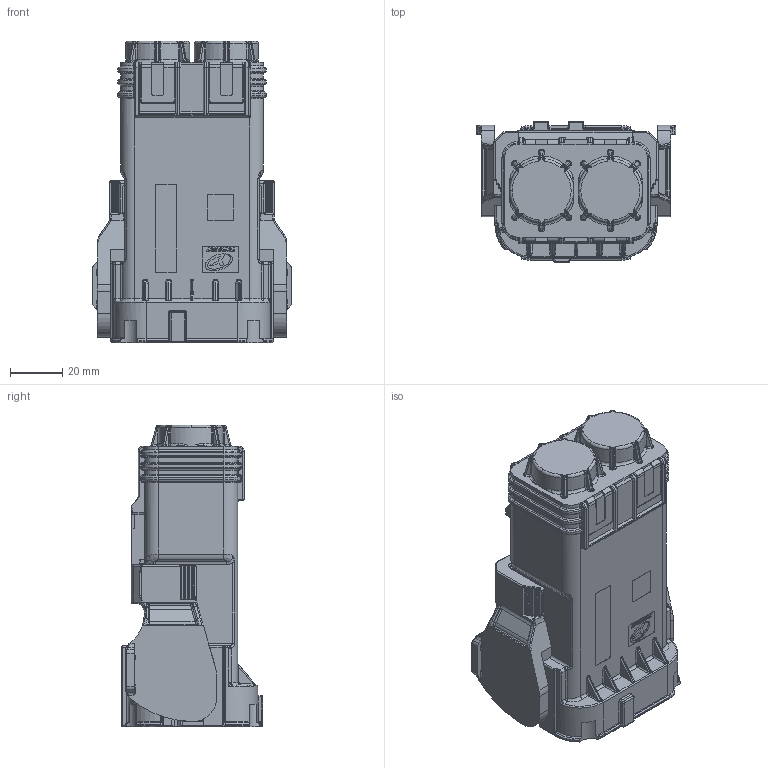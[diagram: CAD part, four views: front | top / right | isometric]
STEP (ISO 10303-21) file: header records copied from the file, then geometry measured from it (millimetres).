
FILE_DESCRIPTION (( 'STEP AP203' ), '1' );
FILE_NAME ('YGEV5-180｡羇袁ｷ.STEP', '2024-01-05T09:16:19', ( '' ), ( '' ), 'SwSTEP 2.0', 'SolidWorks 2018', '' );
FILE_SCHEMA (( 'CONFIG_CONTROL_DESIGN' ));
Length unit declared in the file: millimetre
Products named in the file (1): YGEV5-180∼脣芛
Bounding box: 76.7 x 54.4 x 115.9 mm (x, y, z)
Volume: 259232.5 mm3; surface area: 46326.6 mm2
Topology: 1 solids, 29 shells, 2980 faces, 7520 edges, 4528 vertices
Faces by surface type: plane 1256, cylinder 879, bspline 378, torus 334, cone 69, sphere 64
Entity records: 97928 total; most frequent: CARTESIAN_POINT 29937, ORIENTED_EDGE 14846, DIRECTION 13509, EDGE_CURVE 7423, AXIS2_PLACEMENT_3D 4682, VERTEX_POINT 4526, LINE 4145, VECTOR 4145
